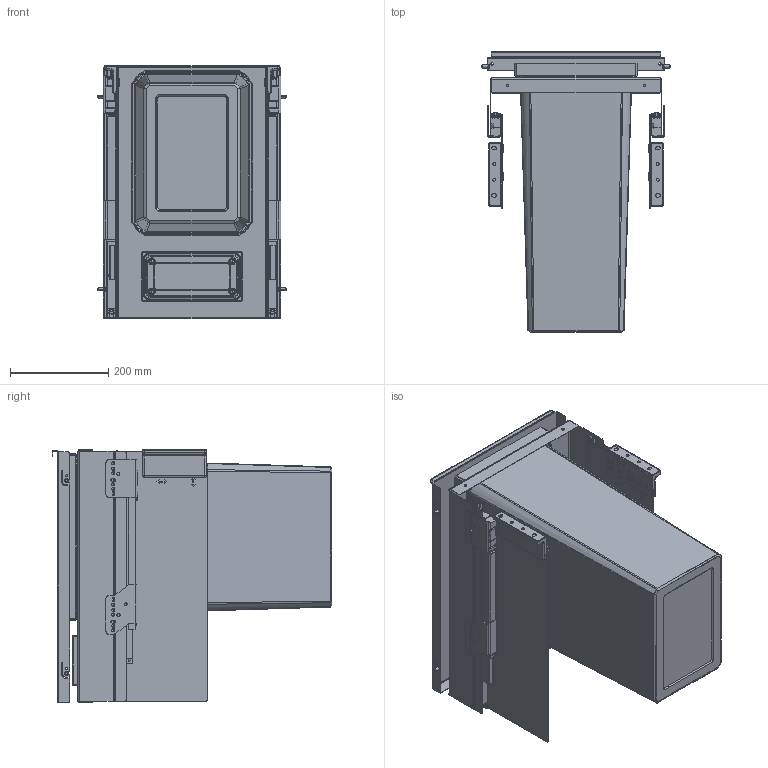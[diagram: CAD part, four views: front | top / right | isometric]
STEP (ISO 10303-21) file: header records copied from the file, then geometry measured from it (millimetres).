
FILE_DESCRIPTION(('STEP AP214'),'1');
FILE_NAME('8012387_V Cox Clan 580_400-2.STP','2024-08-14T07:31:24',(' '),(' '),'Spatial InterOp 3D',' ',' ');
FILE_SCHEMA(('AUTOMOTIVE_DESIGN { 1 0 10303 214 1 1 1 1 }'));
Length unit declared in the file: millimetre
Products named in the file (1): 3D-Objekt
Bounding box: 384 x 569.75 x 516 mm (x, y, z)
Volume: 3310796.2 mm3; surface area: 3014459.1 mm2
Topology: 30 solids, 32 shells, 3466 faces, 9065 edges, 5751 vertices
Faces by surface type: plane 2114, cylinder 914, bspline 152, torus 124, cone 98, sphere 64
Entity records: 141371 total; most frequent: CARTESIAN_POINT 27368, ORIENTED_EDGE 18114, DIRECTION 17239, EDGE_CURVE 9057, LINE 6283, VECTOR 6283, VERTEX_POINT 5751, AXIS2_PLACEMENT_3D 5478
